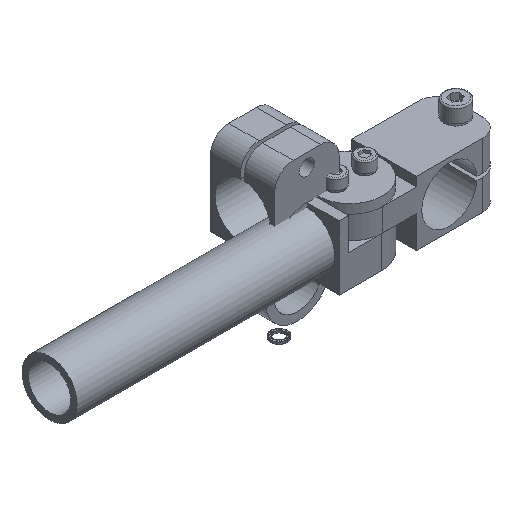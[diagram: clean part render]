
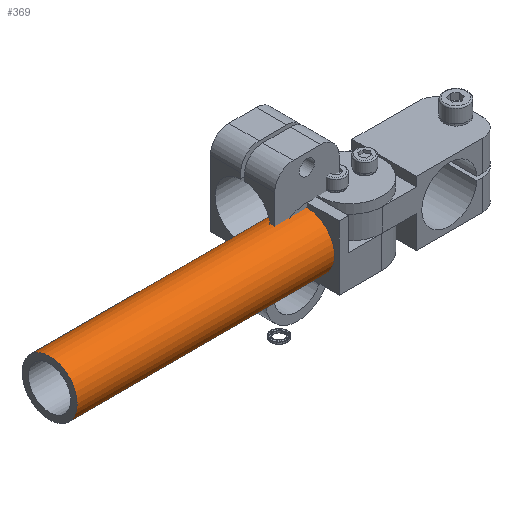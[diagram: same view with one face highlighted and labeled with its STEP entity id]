
A CAD part, isometric view. The second image highlights one B-rep face of the part: STEP entity #369.
In plain terms, the highlighted cylindrical face has radius 15 mm (diameter 30 mm), a full revolution.
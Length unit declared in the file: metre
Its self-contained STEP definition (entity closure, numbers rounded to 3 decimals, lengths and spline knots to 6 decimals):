
#369 = ADVANCED_FACE( '', ( #759, #760 ), #761, .T. );
#759 = FACE_OUTER_BOUND( '', #1401, .T. );
#760 = FACE_OUTER_BOUND( '', #1402, .T. );
#761 = CYLINDRICAL_SURFACE( '', #1403, 0.015 );
#1401 = EDGE_LOOP( '', ( #2068 ) );
#1402 = EDGE_LOOP( '', ( #2069 ) );
#1403 = AXIS2_PLACEMENT_3D( '', #2070, #2071, #2072 );
#2068 = ORIENTED_EDGE( '', *, *, #4437, .F. );
#2069 = ORIENTED_EDGE( '', *, *, #4438, .F. );
#2070 = CARTESIAN_POINT( '', ( -0.14, 0., 0. ) );
#2071 = DIRECTION( '', ( -1., 0., 0. ) );
#2072 = DIRECTION( '', ( 0., 0., -1. ) );
#4437 = EDGE_CURVE( '', #5217, #5217, #5218, .T. );
#4438 = EDGE_CURVE( '', #5219, #5219, #5220, .T. );
#5217 = VERTEX_POINT( '', #6456 );
#5218 = CIRCLE( '', #6457, 0.015 );
#5219 = VERTEX_POINT( '', #6458 );
#5220 = CIRCLE( '', #6459, 0.015 );
#6456 = CARTESIAN_POINT( '', ( -0.14, 0.015, 0. ) );
#6457 = AXIS2_PLACEMENT_3D( '', #8165, #8166, #8167 );
#6458 = CARTESIAN_POINT( '', ( 0., 0., -0.015 ) );
#6459 = AXIS2_PLACEMENT_3D( '', #8168, #8169, #8170 );
#8165 = CARTESIAN_POINT( '', ( -0.14, 0., 0. ) );
#8166 = DIRECTION( '', ( -1., 0., 0. ) );
#8167 = DIRECTION( '', ( 0., 1., 0. ) );
#8168 = CARTESIAN_POINT( '', ( 0., 0., 0. ) );
#8169 = DIRECTION( '', ( 1., 0., 0. ) );
#8170 = DIRECTION( '', ( 0., 0., -1. ) );
